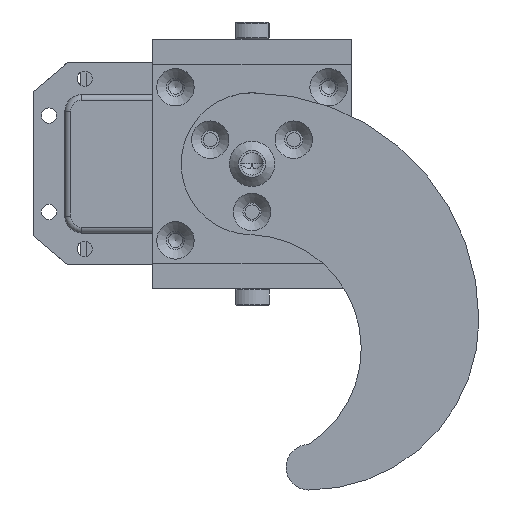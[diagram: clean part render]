
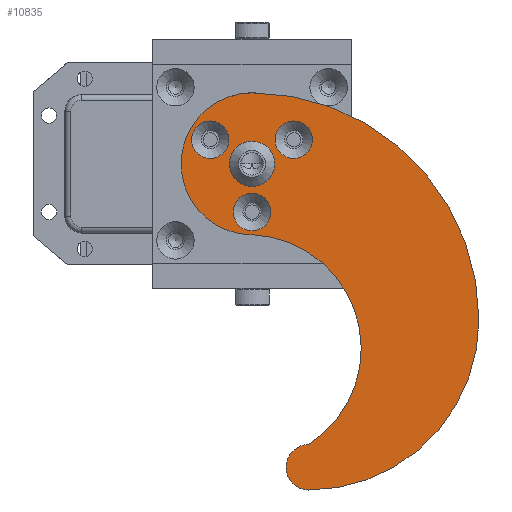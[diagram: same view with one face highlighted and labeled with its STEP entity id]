
A CAD part, front view. The second image highlights one B-rep face of the part: STEP entity #10835.
In plain terms, the highlighted planar face has unit normal (0, -1, 0).
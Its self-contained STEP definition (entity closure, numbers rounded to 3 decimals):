
#775=CIRCLE('',#13568,4.);
#776=CIRCLE('',#13570,30.);
#777=CIRCLE('',#13572,40.);
#778=CIRCLE('',#13574,12.5);
#779=CIRCLE('',#13576,20.098);
#780=CIRCLE('',#13578,4.);
#782=CIRCLE('',#13582,3.3);
#784=CIRCLE('',#13586,3.3);
#786=CIRCLE('',#13590,3.3);
#3544=ORIENTED_EDGE('',*,*,#5013,.F.);
#3545=ORIENTED_EDGE('',*,*,#5009,.F.);
#3546=ORIENTED_EDGE('',*,*,#5007,.T.);
#3547=ORIENTED_EDGE('',*,*,#5011,.F.);
#3548=ORIENTED_EDGE('',*,*,#4998,.T.);
#3549=ORIENTED_EDGE('',*,*,#5001,.T.);
#3550=ORIENTED_EDGE('',*,*,#5003,.T.);
#3551=ORIENTED_EDGE('',*,*,#5005,.T.);
#3552=ORIENTED_EDGE('',*,*,#5006,.T.);
#4998=EDGE_CURVE('',#6038,#6037,#775,.T.);
#5001=EDGE_CURVE('',#6037,#6039,#776,.T.);
#5003=EDGE_CURVE('',#6039,#6040,#777,.T.);
#5005=EDGE_CURVE('',#6040,#6041,#778,.T.);
#5006=EDGE_CURVE('',#6041,#6038,#779,.T.);
#5007=EDGE_CURVE('',#6042,#6042,#780,.T.);
#5009=EDGE_CURVE('',#6044,#6044,#782,.T.);
#5011=EDGE_CURVE('',#6046,#6046,#784,.T.);
#5013=EDGE_CURVE('',#6048,#6048,#786,.T.);
#6037=VERTEX_POINT('',#20555);
#6038=VERTEX_POINT('',#20557);
#6039=VERTEX_POINT('',#20561);
#6040=VERTEX_POINT('',#20565);
#6041=VERTEX_POINT('',#20569);
#6042=VERTEX_POINT('',#20575);
#6044=VERTEX_POINT('',#20581);
#6046=VERTEX_POINT('',#20587);
#6048=VERTEX_POINT('',#20593);
#8761=EDGE_LOOP('',(#3544));
#8762=EDGE_LOOP('',(#3545));
#8763=EDGE_LOOP('',(#3546));
#8764=EDGE_LOOP('',(#3547));
#8765=EDGE_LOOP('',(#3548,#3549,#3550,#3551,#3552));
#9828=FACE_BOUND('',#8761,.T.);
#9829=FACE_BOUND('',#8762,.T.);
#9830=FACE_BOUND('',#8763,.T.);
#9831=FACE_BOUND('',#8764,.T.);
#9832=FACE_BOUND('',#8765,.T.);
#10201=PLANE('',#13589);
#10835=ADVANCED_FACE('',(#9828,#9829,#9830,#9831,#9832),#10201,.T.);
#13568=AXIS2_PLACEMENT_3D('',#20556,#16518,#16519);
#13570=AXIS2_PLACEMENT_3D('',#20562,#16524,#16525);
#13572=AXIS2_PLACEMENT_3D('',#20566,#16529,#16530);
#13574=AXIS2_PLACEMENT_3D('',#20570,#16534,#16535);
#13576=AXIS2_PLACEMENT_3D('',#20572,#16538,#16539);
#13578=AXIS2_PLACEMENT_3D('',#20574,#16542,#16543);
#13582=AXIS2_PLACEMENT_3D('',#20580,#16550,#16551);
#13586=AXIS2_PLACEMENT_3D('',#20586,#16558,#16559);
#13589=AXIS2_PLACEMENT_3D('',#20591,#16564,#16565);
#13590=AXIS2_PLACEMENT_3D('',#20592,#16566,#16567);
#16518=DIRECTION('',(0.,-1.,0.));
#16519=DIRECTION('',(1.,0.,0.));
#16524=DIRECTION('',(0.,-1.,0.));
#16525=DIRECTION('',(0.,0.,-1.));
#16529=DIRECTION('',(0.,-1.,0.));
#16530=DIRECTION('',(1.,0.,0.));
#16534=DIRECTION('',(0.,-1.,0.));
#16535=DIRECTION('',(1.,0.,0.));
#16538=DIRECTION('',(0.,1.,0.));
#16539=DIRECTION('',(0.54,0.,-0.842));
#16542=DIRECTION('',(0.,1.,0.));
#16543=DIRECTION('',(1.,0.,0.));
#16550=DIRECTION('',(0.,-1.,0.));
#16551=DIRECTION('',(1.,0.,0.));
#16558=DIRECTION('',(0.,-1.,0.));
#16559=DIRECTION('',(1.,0.,0.));
#16564=DIRECTION('',(0.,-1.,0.));
#16565=DIRECTION('',(1.,0.,0.));
#16566=DIRECTION('',(0.,-1.,0.));
#16567=DIRECTION('',(1.,0.,0.));
#20555=CARTESIAN_POINT('',(505.797,-88.988,-22.525));
#20556=CARTESIAN_POINT('',(505.797,-88.988,-18.525));
#20557=CARTESIAN_POINT('',(505.797,-88.988,-14.525));
#20561=CARTESIAN_POINT('',(535.797,-88.988,7.475));
#20562=CARTESIAN_POINT('',(505.797,-88.988,7.475));
#20565=CARTESIAN_POINT('',(495.797,-88.988,47.475));
#20566=CARTESIAN_POINT('',(495.797,-88.988,7.475));
#20569=CARTESIAN_POINT('',(495.797,-88.988,22.475));
#20570=CARTESIAN_POINT('',(495.797,-88.988,34.975));
#20572=CARTESIAN_POINT('',(494.95,-88.988,2.394));
#20574=CARTESIAN_POINT('',(495.797,-88.988,34.975));
#20575=CARTESIAN_POINT('',(499.797,-88.988,34.975));
#20580=CARTESIAN_POINT('',(488.436,-88.988,39.225));
#20581=CARTESIAN_POINT('',(491.736,-88.988,39.225));
#20586=CARTESIAN_POINT('',(495.797,-88.988,26.475));
#20587=CARTESIAN_POINT('',(499.097,-88.988,26.475));
#20591=CARTESIAN_POINT('',(509.547,-88.988,12.475));
#20592=CARTESIAN_POINT('',(503.158,-88.988,39.225));
#20593=CARTESIAN_POINT('',(506.458,-88.988,39.225));
